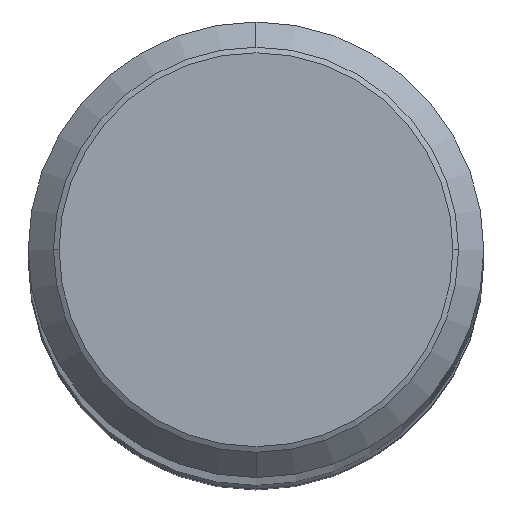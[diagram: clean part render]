
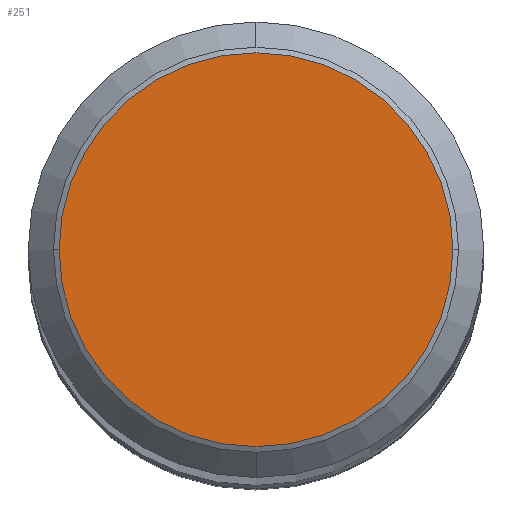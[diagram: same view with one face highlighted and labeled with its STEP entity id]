
A CAD part, top view. The second image highlights one B-rep face of the part: STEP entity #251.
In plain terms, the highlighted planar face has unit normal (0, 0, 1).
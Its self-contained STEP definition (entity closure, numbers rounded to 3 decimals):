
#167=EDGE_CURVE('',#185,#213,#365,.T.);
#173=EDGE_CURVE('',#213,#185,#372,.T.);
#185=VERTEX_POINT('',#385);
#213=VERTEX_POINT('',#414);
#251=ADVANCED_FACE('',(#458),#459,.T.);
#365=CIRCLE('',#585,8.647);
#372=CIRCLE('',#595,8.647);
#385=CARTESIAN_POINT('',(8.647,0.,289.25));
#414=CARTESIAN_POINT('',(-8.647,0.,289.25));
#458=FACE_OUTER_BOUND('',#705,.T.);
#459=PLANE('',#706);
#585=AXIS2_PLACEMENT_3D('',#865,#866,#867);
#595=AXIS2_PLACEMENT_3D('',#875,#876,#877);
#705=EDGE_LOOP('',(#977,#978));
#706=AXIS2_PLACEMENT_3D('',#979,#980,#981);
#865=CARTESIAN_POINT('',(0.,0.0,289.25));
#866=DIRECTION('',(0.0,0.0,1.0));
#867=DIRECTION('',(-1.0,0.,0.0));
#875=CARTESIAN_POINT('',(0.,0.0,289.25));
#876=DIRECTION('',(0.0,0.0,1.0));
#877=DIRECTION('',(-1.0,0.,0.0));
#977=ORIENTED_EDGE('',*,*,#173,.T.);
#978=ORIENTED_EDGE('',*,*,#167,.T.);
#979=CARTESIAN_POINT('',(0.,-4.375,289.25));
#980=DIRECTION('',(0.0,0.0,1.0));
#981=DIRECTION('',(0.,-1.0,0.0));
